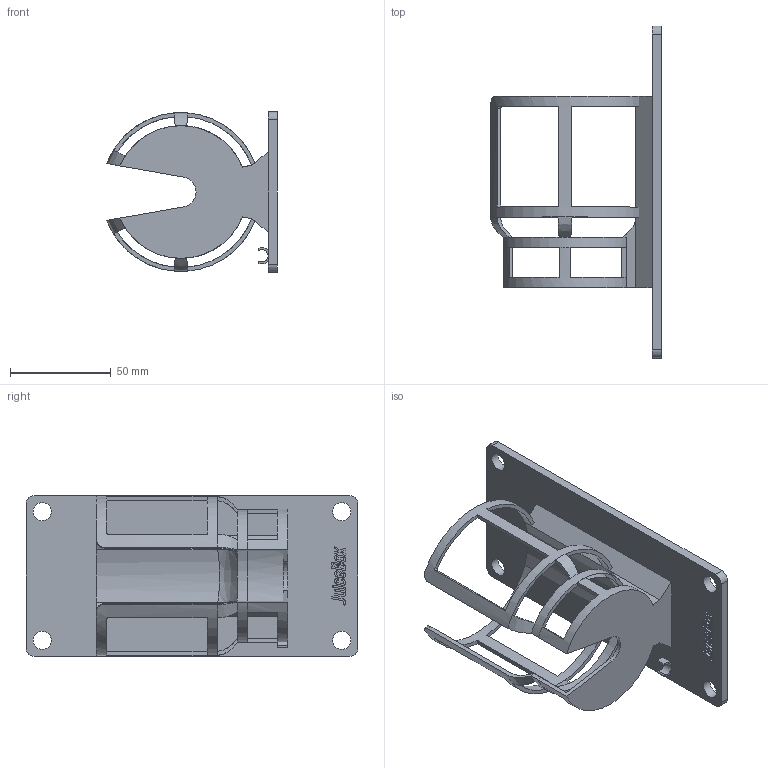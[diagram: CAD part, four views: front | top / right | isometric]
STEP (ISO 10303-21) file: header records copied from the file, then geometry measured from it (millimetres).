
FILE_DESCRIPTION(/* description */ (''),/* implementation_level */ '2;1');
FILE_NAME(/* name */ 'juicebox-bottle-holder.step',/* time_stamp */ '2025-04-10T16:44:16-04:00',/* author */ (''),/* organization */ (''),/* preprocessor_version */ 'ST-DEVELOPER v20.1',/* originating_system */ 'Autodesk Translation Framework v14.4.0.0',/* authorisation */ '');
FILE_SCHEMA (('AUTOMOTIVE_DESIGN { 1 0 10303 214 3 1 1 }'));
Length unit declared in the file: millimetre
Products named in the file (1): JuiceBox_bottle-holder
Bounding box: 84.73 x 165 x 80 mm (x, y, z)
Volume: 100116.8 mm3; surface area: 49567.3 mm2
Topology: 1 solids, 1 shells, 423 faces, 1220 edges, 794 vertices
Faces by surface type: bspline 232, plane 160, cylinder 31
Full cylindrical faces by diameter (mm): 9 x4
Entity records: 16198 total; most frequent: CARTESIAN_POINT 6547, ORIENTED_EDGE 2440, DIRECTION 1264, EDGE_CURVE 1220, VERTEX_POINT 794, LINE 618, VECTOR 618, B_SPLINE_CURVE_WITH_KNOTS 471
